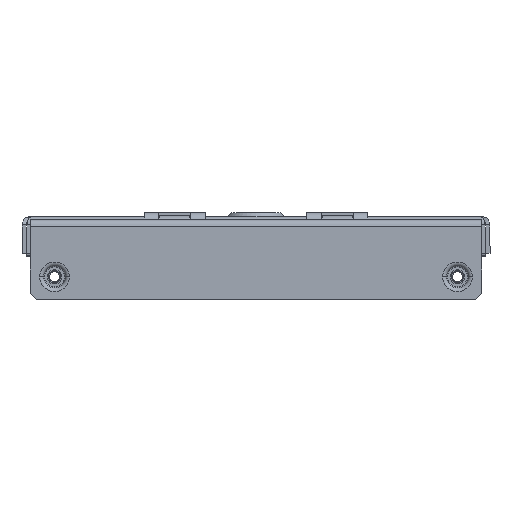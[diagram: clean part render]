
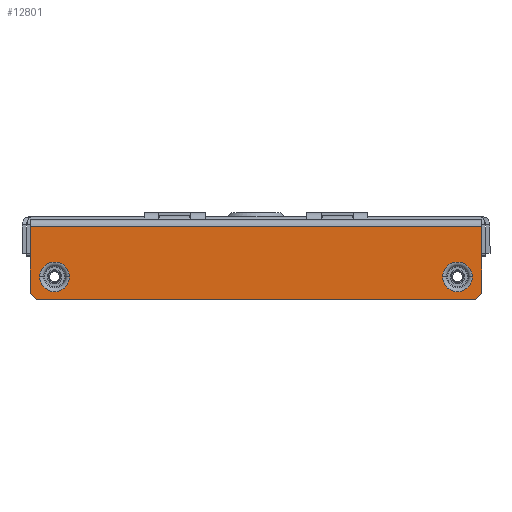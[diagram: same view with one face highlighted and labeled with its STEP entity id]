
A CAD part, left-side view. The second image highlights one B-rep face of the part: STEP entity #12801.
In plain terms, the highlighted planar face has unit normal (-1, 0, 0).
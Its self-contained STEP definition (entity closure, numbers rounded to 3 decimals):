
#175 = LINE ( 'NONE', #14383, #8833 ) ;
#291 = ORIENTED_EDGE ( 'NONE', *, *, #5694, .F. ) ;
#490 = VERTEX_POINT ( 'NONE', #12931 ) ;
#789 = DIRECTION ( 'NONE',  ( 1., 0., 0. ) ) ;
#830 = VERTEX_POINT ( 'NONE', #4074 ) ;
#892 = VECTOR ( 'NONE', #16533, 1000. ) ;
#938 = CARTESIAN_POINT ( 'NONE',  ( -11.5, -111., -34.5 ) ) ;
#952 = AXIS2_PLACEMENT_3D ( 'NONE', #10953, #2978, #5631 ) ;
#1014 = EDGE_LOOP ( 'NONE', ( #11998, #13399 ) ) ;
#1241 = EDGE_CURVE ( 'NONE', #17246, #10474, #15016, .T. ) ;
#1422 = LINE ( 'NONE', #17497, #6482 ) ;
#1586 = DIRECTION ( 'NONE',  ( 1., 0., 0. ) ) ;
#1650 = LINE ( 'NONE', #2901, #5057 ) ;
#2239 = EDGE_CURVE ( 'NONE', #10474, #17246, #7187, .T. ) ;
#2310 = ORIENTED_EDGE ( 'NONE', *, *, #12792, .T. ) ;
#2326 = EDGE_LOOP ( 'NONE', ( #6168, #2310, #16672, #291, #5583, #15030 ) ) ;
#2451 = LINE ( 'NONE', #9677, #7951 ) ;
#2619 = AXIS2_PLACEMENT_3D ( 'NONE', #8758, #789, #10245 ) ;
#2654 = FACE_OUTER_BOUND ( 'NONE', #2326, .T. ) ;
#2901 = CARTESIAN_POINT ( 'NONE',  ( -11.5, -111., 0. ) ) ;
#2978 = DIRECTION ( 'NONE',  ( -1., 0., 0. ) ) ;
#3008 = EDGE_CURVE ( 'NONE', #10618, #830, #1650, .T. ) ;
#3010 = DIRECTION ( 'NONE',  ( 0., -0.707, 0.707 ) ) ;
#3054 = EDGE_CURVE ( 'NONE', #11031, #4967, #11825, .T. ) ;
#3129 = CARTESIAN_POINT ( 'NONE',  ( -11.5, 111., -34.5 ) ) ;
#3743 = CARTESIAN_POINT ( 'NONE',  ( -11.5, -91.701, -26.5 ) ) ;
#4074 = CARTESIAN_POINT ( 'NONE',  ( -11.5, -111., -1.879 ) ) ;
#4111 = DIRECTION ( 'NONE',  ( 0., 0., -1. ) ) ;
#4271 = EDGE_CURVE ( 'NONE', #10042, #490, #12693, .T. ) ;
#4372 = FACE_BOUND ( 'NONE', #1014, .T. ) ;
#4561 = CARTESIAN_POINT ( 'NONE',  ( -11.5, -99., -26.5 ) ) ;
#4967 = VERTEX_POINT ( 'NONE', #3129 ) ;
#4981 = DIRECTION ( 'NONE',  ( 1., 0., 0. ) ) ;
#5057 = VECTOR ( 'NONE', #6807, 1000. ) ;
#5583 = ORIENTED_EDGE ( 'NONE', *, *, #3054, .T. ) ;
#5631 = DIRECTION ( 'NONE',  ( 0., -1., 0. ) ) ;
#5694 = EDGE_CURVE ( 'NONE', #11031, #830, #175, .T. ) ;
#6097 = DIRECTION ( 'NONE',  ( 0., -1., 0. ) ) ;
#6168 = ORIENTED_EDGE ( 'NONE', *, *, #11908, .T. ) ;
#6208 = EDGE_LOOP ( 'NONE', ( #14613, #12610 ) ) ;
#6482 = VECTOR ( 'NONE', #9582, 1000. ) ;
#6746 = CARTESIAN_POINT ( 'NONE',  ( -11.5, 111., 0. ) ) ;
#6807 = DIRECTION ( 'NONE',  ( 0., 0., 1. ) ) ;
#7187 = CIRCLE ( 'NONE', #13619, 7.299 ) ;
#7636 = CARTESIAN_POINT ( 'NONE',  ( -11.5, -108., -37.5 ) ) ;
#7706 = DIRECTION ( 'NONE',  ( 0., 1., 0. ) ) ;
#7951 = VECTOR ( 'NONE', #3010, 1000. ) ;
#8012 = CARTESIAN_POINT ( 'NONE',  ( -11.5, 111., -1.879 ) ) ;
#8758 = CARTESIAN_POINT ( 'NONE',  ( -11.5, 99., -26.5 ) ) ;
#8782 = FACE_BOUND ( 'NONE', #6208, .T. ) ;
#8833 = VECTOR ( 'NONE', #6097, 1000. ) ;
#9258 = VECTOR ( 'NONE', #4111, 1000. ) ;
#9535 = CIRCLE ( 'NONE', #14000, 7.299 ) ;
#9582 = DIRECTION ( 'NONE',  ( 0., -1., 0. ) ) ;
#9677 = CARTESIAN_POINT ( 'NONE',  ( -11.5, -111., -34.5 ) ) ;
#10042 = VERTEX_POINT ( 'NONE', #3743 ) ;
#10245 = DIRECTION ( 'NONE',  ( 0., 1., 0. ) ) ;
#10474 = VERTEX_POINT ( 'NONE', #16937 ) ;
#10618 = VERTEX_POINT ( 'NONE', #938 ) ;
#10953 = CARTESIAN_POINT ( 'NONE',  ( -11.5, -99., -26.5 ) ) ;
#11031 = VERTEX_POINT ( 'NONE', #8012 ) ;
#11512 = DIRECTION ( 'NONE',  ( 0., -1., 0. ) ) ;
#11825 = LINE ( 'NONE', #6746, #9258 ) ;
#11908 = EDGE_CURVE ( 'NONE', #11938, #14142, #1422, .T. ) ;
#11938 = VERTEX_POINT ( 'NONE', #14897 ) ;
#11998 = ORIENTED_EDGE ( 'NONE', *, *, #15925, .F. ) ;
#12408 = DIRECTION ( 'NONE',  ( 0., 0., -1. ) ) ;
#12466 = PLANE ( 'NONE',  #16783 ) ;
#12610 = ORIENTED_EDGE ( 'NONE', *, *, #1241, .T. ) ;
#12693 = CIRCLE ( 'NONE', #952, 7.299 ) ;
#12792 = EDGE_CURVE ( 'NONE', #14142, #10618, #2451, .T. ) ;
#12801 = ADVANCED_FACE ( 'NONE', ( #2654, #8782, #4372 ), #12466, .F. ) ;
#12931 = CARTESIAN_POINT ( 'NONE',  ( -11.5, -106.299, -26.5 ) ) ;
#13399 = ORIENTED_EDGE ( 'NONE', *, *, #4271, .F. ) ;
#13619 = AXIS2_PLACEMENT_3D ( 'NONE', #15486, #4981, #7706 ) ;
#14000 = AXIS2_PLACEMENT_3D ( 'NONE', #4561, #15516, #11512 ) ;
#14142 = VERTEX_POINT ( 'NONE', #7636 ) ;
#14383 = CARTESIAN_POINT ( 'NONE',  ( -11.5, -111., -1.879 ) ) ;
#14613 = ORIENTED_EDGE ( 'NONE', *, *, #2239, .T. ) ;
#14897 = CARTESIAN_POINT ( 'NONE',  ( -11.5, 108., -37.5 ) ) ;
#15016 = CIRCLE ( 'NONE', #2619, 7.299 ) ;
#15030 = ORIENTED_EDGE ( 'NONE', *, *, #15298, .T. ) ;
#15165 = CARTESIAN_POINT ( 'NONE',  ( -11.5, -111., 0. ) ) ;
#15181 = CARTESIAN_POINT ( 'NONE',  ( -11.5, 108., -37.5 ) ) ;
#15298 = EDGE_CURVE ( 'NONE', #4967, #11938, #16100, .T. ) ;
#15486 = CARTESIAN_POINT ( 'NONE',  ( -11.5, 99., -26.5 ) ) ;
#15516 = DIRECTION ( 'NONE',  ( -1., 0., 0. ) ) ;
#15652 = CARTESIAN_POINT ( 'NONE',  ( -11.5, 91.701, -26.5 ) ) ;
#15925 = EDGE_CURVE ( 'NONE', #490, #10042, #9535, .T. ) ;
#16100 = LINE ( 'NONE', #15181, #892 ) ;
#16533 = DIRECTION ( 'NONE',  ( 0., -0.707, -0.707 ) ) ;
#16672 = ORIENTED_EDGE ( 'NONE', *, *, #3008, .T. ) ;
#16783 = AXIS2_PLACEMENT_3D ( 'NONE', #15165, #1586, #12408 ) ;
#16937 = CARTESIAN_POINT ( 'NONE',  ( -11.5, 106.299, -26.5 ) ) ;
#17246 = VERTEX_POINT ( 'NONE', #15652 ) ;
#17497 = CARTESIAN_POINT ( 'NONE',  ( -11.5, -111., -37.5 ) ) ;
